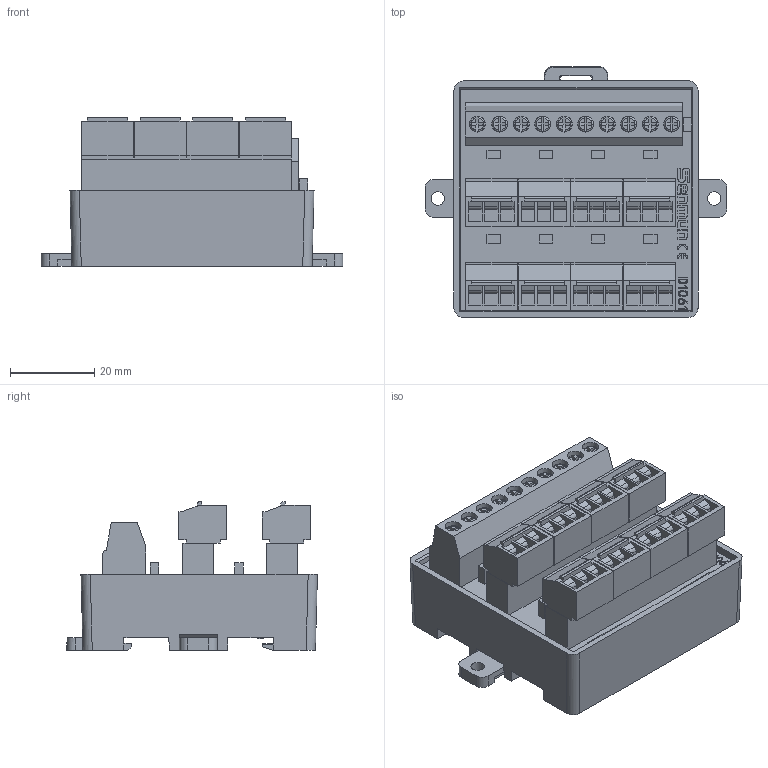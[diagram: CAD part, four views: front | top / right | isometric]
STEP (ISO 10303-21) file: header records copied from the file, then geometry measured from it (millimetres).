
FILE_DESCRIPTION(/* description */ (''),/* implementation_level */ '2;1');
FILE_NAME(/* name */ 'D1061-E.stp',/* time_stamp */ '2024-08-13T14:46:14+08:00',/* author */ (''),/* organization */ (''),/* preprocessor_version */ 'ST-DEVELOPER v14',/* originating_system */ 'SIEMENS PLM Software NX 8.0',/* authorisation */ '');
FILE_SCHEMA (('AUTOMOTIVE_DESIGN { 1 0 10303 214 3 1 1 1 }'));
Length unit declared in the file: millimetre
Products named in the file (1): D1061-E 3D_stp
Bounding box: 71.6 x 59.51 x 35.25 mm (x, y, z)
Volume: 69587.2 mm3; surface area: 24361.6 mm2
Topology: 3 solids, 6 shells, 1315 faces, 3416 edges, 2224 vertices
Faces by surface type: plane 1107, cylinder 172, torus 20, extrusion 10, cone 4, bspline 2
Full cylindrical faces by diameter (mm): 2.7 x24, 2.8 x24, 3.2 x2, 3.8 x10
Entity records: 41405 total; most frequent: CARTESIAN_POINT 8088, ORIENTED_EDGE 6658, DIRECTION 6333, EDGE_CURVE 3329, VECTOR 2825, LINE 2815, VERTEX_POINT 2200, AXIS2_PLACEMENT_3D 1754
